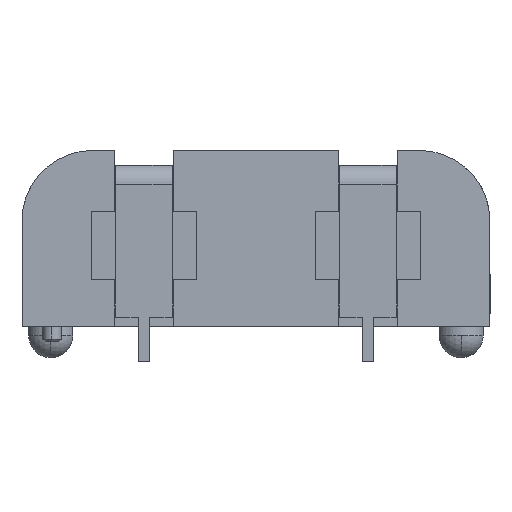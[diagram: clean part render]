
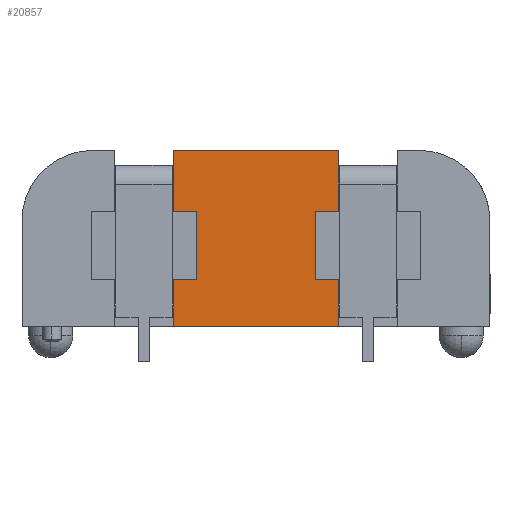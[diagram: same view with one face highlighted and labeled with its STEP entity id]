
A CAD part, left-side view. The second image highlights one B-rep face of the part: STEP entity #20857.
In plain terms, the highlighted planar face has unit normal (-1, 0, 0).
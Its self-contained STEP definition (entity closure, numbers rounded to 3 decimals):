
#15 = CARTESIAN_POINT ( 'NONE',  ( -38.5, 7.05, 4. ) ) ;
#46 = ORIENTED_EDGE ( 'NONE', *, *, #12445, .F. ) ;
#424 = ORIENTED_EDGE ( 'NONE', *, *, #12991, .F. ) ;
#518 = VECTOR ( 'NONE', #6734, 1000. ) ;
#790 = CARTESIAN_POINT ( 'NONE',  ( -38.5, 19.95, 15. ) ) ;
#1480 = EDGE_CURVE ( 'NONE', #3687, #13829, #8576, .T. ) ;
#2413 = DIRECTION ( 'NONE',  ( 0., 0., 1. ) ) ;
#2458 = LINE ( 'NONE', #6195, #9663 ) ;
#2549 = LINE ( 'NONE', #790, #518 ) ;
#2557 = DIRECTION ( 'NONE',  ( 0., 0., 1. ) ) ;
#2594 = ORIENTED_EDGE ( 'NONE', *, *, #4868, .F. ) ;
#3072 = VERTEX_POINT ( 'NONE', #17529 ) ;
#3254 = LINE ( 'NONE', #13695, #3518 ) ;
#3283 = ORIENTED_EDGE ( 'NONE', *, *, #11569, .F. ) ;
#3332 = ORIENTED_EDGE ( 'NONE', *, *, #13697, .F. ) ;
#3518 = VECTOR ( 'NONE', #13816, 1000. ) ;
#3687 = VERTEX_POINT ( 'NONE', #16242 ) ;
#3857 = VERTEX_POINT ( 'NONE', #19361 ) ;
#4511 = CARTESIAN_POINT ( 'NONE',  ( -38.5, -5.05, 4. ) ) ;
#4868 = EDGE_CURVE ( 'NONE', #3072, #14023, #19790, .T. ) ;
#5973 = CARTESIAN_POINT ( 'NONE',  ( -38.5, -7.05, 15. ) ) ;
#6195 = CARTESIAN_POINT ( 'NONE',  ( -38.5, -5.05, 9.8 ) ) ;
#6336 = VECTOR ( 'NONE', #8670, 1000. ) ;
#6538 = EDGE_LOOP ( 'NONE', ( #424, #2594, #3332, #3283, #15502, #46, #8788, #11421, #9208, #21796, #11083, #11590 ) ) ;
#6734 = DIRECTION ( 'NONE',  ( 0., -1., 0. ) ) ;
#6821 = CARTESIAN_POINT ( 'NONE',  ( -38.5, 19.95, 15. ) ) ;
#6891 = CARTESIAN_POINT ( 'NONE',  ( -38.5, -7.05, 4. ) ) ;
#7238 = CARTESIAN_POINT ( 'NONE',  ( -38.5, 7.05, 15.804 ) ) ;
#7483 = DIRECTION ( 'NONE',  ( 0., 0., 1. ) ) ;
#7685 = CARTESIAN_POINT ( 'NONE',  ( -38.5, -7.05, 0. ) ) ;
#8099 = EDGE_CURVE ( 'NONE', #18574, #19867, #15929, .T. ) ;
#8309 = VECTOR ( 'NONE', #22014, 1000. ) ;
#8576 = LINE ( 'NONE', #21235, #11694 ) ;
#8581 = EDGE_CURVE ( 'NONE', #19867, #13511, #22143, .T. ) ;
#8670 = DIRECTION ( 'NONE',  ( 0., -1., 0. ) ) ;
#8788 = ORIENTED_EDGE ( 'NONE', *, *, #8099, .T. ) ;
#9208 = ORIENTED_EDGE ( 'NONE', *, *, #9660, .T. ) ;
#9398 = LINE ( 'NONE', #15, #16245 ) ;
#9493 = CARTESIAN_POINT ( 'NONE',  ( -38.5, -7.05, 4. ) ) ;
#9660 = EDGE_CURVE ( 'NONE', #13511, #13353, #22596, .T. ) ;
#9663 = VECTOR ( 'NONE', #9736, 1000. ) ;
#9736 = DIRECTION ( 'NONE',  ( 0., 0., 1. ) ) ;
#10016 = FACE_OUTER_BOUND ( 'NONE', #6538, .T. ) ;
#10279 = CARTESIAN_POINT ( 'NONE',  ( -38.5, 5.05, 9.8 ) ) ;
#10644 = EDGE_CURVE ( 'NONE', #10699, #12617, #22357, .T. ) ;
#10699 = VERTEX_POINT ( 'NONE', #19413 ) ;
#11083 = ORIENTED_EDGE ( 'NONE', *, *, #19294, .T. ) ;
#11421 = ORIENTED_EDGE ( 'NONE', *, *, #8581, .T. ) ;
#11569 = EDGE_CURVE ( 'NONE', #13829, #13710, #16661, .T. ) ;
#11590 = ORIENTED_EDGE ( 'NONE', *, *, #10644, .T. ) ;
#11694 = VECTOR ( 'NONE', #23014, 1000. ) ;
#12206 = CARTESIAN_POINT ( 'NONE',  ( -38.5, -7.05, 9.8 ) ) ;
#12445 = EDGE_CURVE ( 'NONE', #18574, #3687, #9398, .T. ) ;
#12617 = VERTEX_POINT ( 'NONE', #5973 ) ;
#12991 = EDGE_CURVE ( 'NONE', #14023, #12617, #2549, .T. ) ;
#13353 = VERTEX_POINT ( 'NONE', #4511 ) ;
#13511 = VERTEX_POINT ( 'NONE', #6891 ) ;
#13695 = CARTESIAN_POINT ( 'NONE',  ( -38.5, 7.05, 9.8 ) ) ;
#13697 = EDGE_CURVE ( 'NONE', #13710, #3072, #3254, .T. ) ;
#13710 = VERTEX_POINT ( 'NONE', #10279 ) ;
#13766 = VECTOR ( 'NONE', #2413, 1000. ) ;
#13816 = DIRECTION ( 'NONE',  ( 0., 1., 0. ) ) ;
#13829 = VERTEX_POINT ( 'NONE', #19438 ) ;
#14023 = VERTEX_POINT ( 'NONE', #20461 ) ;
#14377 = CARTESIAN_POINT ( 'NONE',  ( -38.5, 19.95, 0. ) ) ;
#14497 = AXIS2_PLACEMENT_3D ( 'NONE', #6821, #15894, #19730 ) ;
#14856 = CARTESIAN_POINT ( 'NONE',  ( -38.5, 5.05, 9.8 ) ) ;
#15502 = ORIENTED_EDGE ( 'NONE', *, *, #1480, .F. ) ;
#15815 = CARTESIAN_POINT ( 'NONE',  ( -38.5, 7.05, 0. ) ) ;
#15894 = DIRECTION ( 'NONE',  ( 1., 0., 0. ) ) ;
#15929 = LINE ( 'NONE', #14377, #16741 ) ;
#16058 = DIRECTION ( 'NONE',  ( 0., -1., 0. ) ) ;
#16242 = CARTESIAN_POINT ( 'NONE',  ( -38.5, 7.05, 4. ) ) ;
#16245 = VECTOR ( 'NONE', #18340, 1000. ) ;
#16661 = LINE ( 'NONE', #14856, #8309 ) ;
#16741 = VECTOR ( 'NONE', #16058, 1000. ) ;
#17132 = CARTESIAN_POINT ( 'NONE',  ( -38.5, -5.05, 4. ) ) ;
#17529 = CARTESIAN_POINT ( 'NONE',  ( -38.5, 7.05, 9.8 ) ) ;
#17792 = VECTOR ( 'NONE', #7483, 1000. ) ;
#18199 = VECTOR ( 'NONE', #20826, 1000. ) ;
#18340 = DIRECTION ( 'NONE',  ( 0., 0., 1. ) ) ;
#18507 = CARTESIAN_POINT ( 'NONE',  ( -38.5, -7.05, 15.804 ) ) ;
#18574 = VERTEX_POINT ( 'NONE', #15815 ) ;
#19155 = PLANE ( 'NONE',  #14497 ) ;
#19294 = EDGE_CURVE ( 'NONE', #3857, #10699, #19814, .T. ) ;
#19361 = CARTESIAN_POINT ( 'NONE',  ( -38.5, -5.05, 9.8 ) ) ;
#19413 = CARTESIAN_POINT ( 'NONE',  ( -38.5, -7.05, 9.8 ) ) ;
#19438 = CARTESIAN_POINT ( 'NONE',  ( -38.5, 5.05, 4. ) ) ;
#19730 = DIRECTION ( 'NONE',  ( 0., 0., -1. ) ) ;
#19790 = LINE ( 'NONE', #7238, #17792 ) ;
#19814 = LINE ( 'NONE', #12206, #6336 ) ;
#19867 = VERTEX_POINT ( 'NONE', #7685 ) ;
#20456 = VECTOR ( 'NONE', #2557, 1000. ) ;
#20461 = CARTESIAN_POINT ( 'NONE',  ( -38.5, 7.05, 15. ) ) ;
#20826 = DIRECTION ( 'NONE',  ( 0., 1., 0. ) ) ;
#20857 = ADVANCED_FACE ( 'NONE', ( #10016 ), #19155, .F. ) ;
#21235 = CARTESIAN_POINT ( 'NONE',  ( -38.5, 5.05, 4. ) ) ;
#21426 = EDGE_CURVE ( 'NONE', #13353, #3857, #2458, .T. ) ;
#21796 = ORIENTED_EDGE ( 'NONE', *, *, #21426, .T. ) ;
#22014 = DIRECTION ( 'NONE',  ( 0., 0., 1. ) ) ;
#22143 = LINE ( 'NONE', #9493, #20456 ) ;
#22357 = LINE ( 'NONE', #18507, #13766 ) ;
#22596 = LINE ( 'NONE', #17132, #18199 ) ;
#23014 = DIRECTION ( 'NONE',  ( 0., -1., 0. ) ) ;
